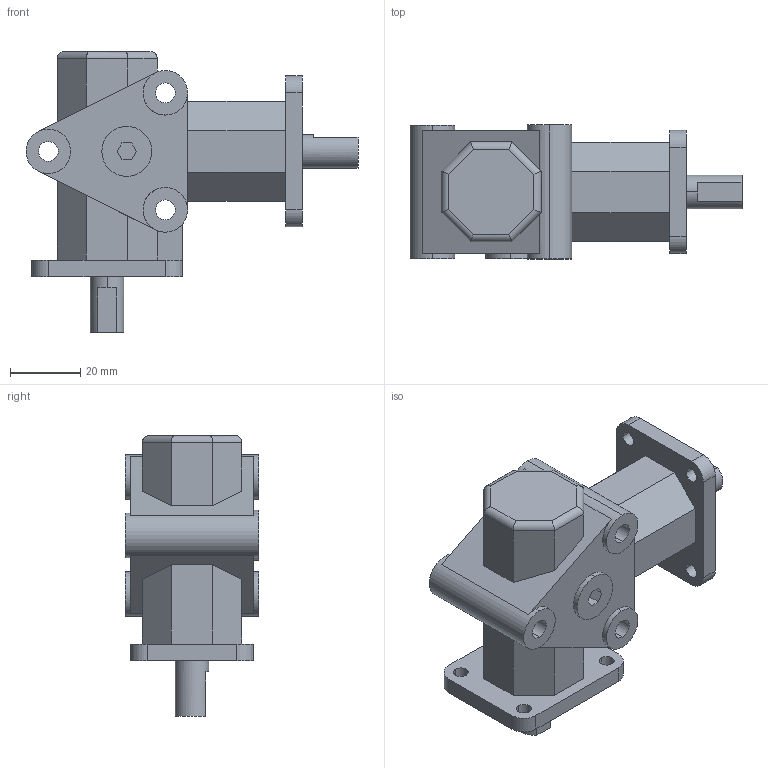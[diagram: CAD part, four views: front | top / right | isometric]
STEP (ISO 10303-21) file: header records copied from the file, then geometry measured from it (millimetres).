
FILE_DESCRIPTION((''),'2;1');
FILE_NAME('C138801','2021-08-19T19:08:48',('Administrator'),(''),'CREO PARAMETRIC BY PTC INC, 2019030','CREO PARAMETRIC BY PTC INC, 2019030','');
FILE_SCHEMA(('AUTOMOTIVE_DESIGN { 1 0 10303 214 1 1 1 1 }'));
Length unit declared in the file: inch
Products named in the file (1): C138801
Bounding box: 94.54 x 38.1 x 80.01 mm (x, y, z)
Volume: 73323.4 mm3; surface area: 30530.4 mm2
Topology: 1 solids, 3 shells, 177 faces, 442 edges, 290 vertices
Faces by surface type: cylinder 91, plane 84, cone 2
Entity records: 6930 total; most frequent: CARTESIAN_POINT 1100, DIRECTION 948, ORIENTED_EDGE 884, EDGE_CURVE 442, AXIS2_PLACEMENT_3D 353, VERTEX_POINT 290, VECTOR 242, LINE 242
